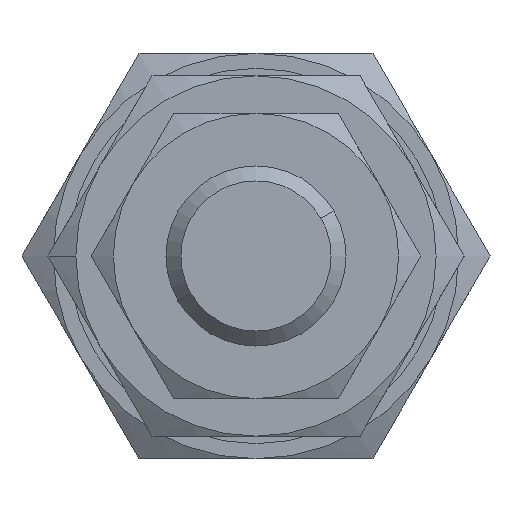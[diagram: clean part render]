
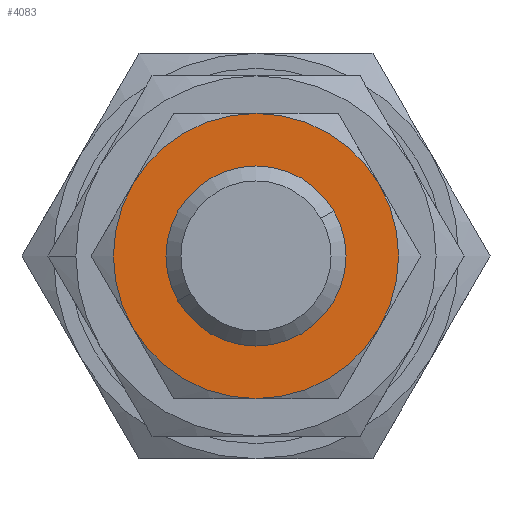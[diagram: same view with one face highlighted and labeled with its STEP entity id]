
A CAD part, left-side view. The second image highlights one B-rep face of the part: STEP entity #4083.
In plain terms, the highlighted planar face has unit normal (-1, 0, 0).
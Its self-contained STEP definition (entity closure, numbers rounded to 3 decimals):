
#13 = EDGE_CURVE ( 'NONE', #4967, #2508, #4941, .T. ) ;
#91 = VERTEX_POINT ( 'NONE', #3789 ) ;
#303 = CARTESIAN_POINT ( 'NONE',  ( -62.771, 0.324, -9.5 ) ) ;
#472 = DIRECTION ( 'NONE',  ( 0., 0.866, -0.5 ) ) ;
#631 = CARTESIAN_POINT ( 'NONE',  ( -62.771, 8.552, 4.75 ) ) ;
#685 = CARTESIAN_POINT ( 'NONE',  ( -62.771, 0.324, 0. ) ) ;
#704 = CIRCLE ( 'NONE', #6373, 9.5 ) ;
#920 = AXIS2_PLACEMENT_3D ( 'NONE', #6726, #3609, #472 ) ;
#1046 = DIRECTION ( 'NONE',  ( 1., 0., 0. ) ) ;
#1100 = EDGE_CURVE ( 'NONE', #4879, #91, #704, .T. ) ;
#1120 = ORIENTED_EDGE ( 'NONE', *, *, #2553, .F. ) ;
#1165 = VERTEX_POINT ( 'NONE', #5099 ) ;
#1224 = DIRECTION ( 'NONE',  ( 0., 0.866, -0.5 ) ) ;
#1714 = DIRECTION ( 'NONE',  ( 1., 0., 0. ) ) ;
#1924 = ORIENTED_EDGE ( 'NONE', *, *, #4127, .F. ) ;
#2273 = CARTESIAN_POINT ( 'NONE',  ( -62.771, 0.324, 0. ) ) ;
#2408 = EDGE_CURVE ( 'NONE', #5383, #4967, #3263, .T. ) ;
#2489 = CARTESIAN_POINT ( 'NONE',  ( -62.771, 0.324, 0. ) ) ;
#2508 = VERTEX_POINT ( 'NONE', #631 ) ;
#2553 = EDGE_CURVE ( 'NONE', #4879, #1165, #4912, .T. ) ;
#2786 = DIRECTION ( 'NONE',  ( 0., 0.866, -0.5 ) ) ;
#2938 = EDGE_LOOP ( 'NONE', ( #6075, #5735, #3330, #1120, #3564, #1924 ) ) ;
#2998 = DIRECTION ( 'NONE',  ( 0., -0.866, 0.5 ) ) ;
#3134 = CARTESIAN_POINT ( 'NONE',  ( -62.771, 8.552, -4.75 ) ) ;
#3157 = CARTESIAN_POINT ( 'NONE',  ( -62.771, 0.324, 0. ) ) ;
#3253 = AXIS2_PLACEMENT_3D ( 'NONE', #3157, #4716, #3658 ) ;
#3263 = CIRCLE ( 'NONE', #4371, 9.5 ) ;
#3330 = ORIENTED_EDGE ( 'NONE', *, *, #3662, .F. ) ;
#3486 = CIRCLE ( 'NONE', #4884, 9.5 ) ;
#3564 = ORIENTED_EDGE ( 'NONE', *, *, #1100, .T. ) ;
#3609 = DIRECTION ( 'NONE',  ( 1., 0., 0. ) ) ;
#3658 = DIRECTION ( 'NONE',  ( 0., 0.866, -0.5 ) ) ;
#3662 = EDGE_CURVE ( 'NONE', #1165, #5383, #3992, .T. ) ;
#3784 = PLANE ( 'NONE',  #4169 ) ;
#3789 = CARTESIAN_POINT ( 'NONE',  ( -62.771, 0.324, 9.5 ) ) ;
#3819 = FACE_OUTER_BOUND ( 'NONE', #2938, .T. ) ;
#3898 = AXIS2_PLACEMENT_3D ( 'NONE', #2273, #5922, #2786 ) ;
#3992 = CIRCLE ( 'NONE', #920, 9.5 ) ;
#4010 = CARTESIAN_POINT ( 'NONE',  ( -62.771, 0.324, 0. ) ) ;
#4083 = ADVANCED_FACE ( 'NONE', ( #3819 ), #3784, .F. ) ;
#4127 = EDGE_CURVE ( 'NONE', #2508, #91, #3486, .T. ) ;
#4169 = AXIS2_PLACEMENT_3D ( 'NONE', #4288, #1714, #5357 ) ;
#4288 = CARTESIAN_POINT ( 'NONE',  ( -62.771, 0.324, 19. ) ) ;
#4354 = DIRECTION ( 'NONE',  ( 1., 0., 0. ) ) ;
#4371 = AXIS2_PLACEMENT_3D ( 'NONE', #4010, #1046, #4710 ) ;
#4609 = CARTESIAN_POINT ( 'NONE',  ( -62.771, -7.903, 4.75 ) ) ;
#4710 = DIRECTION ( 'NONE',  ( 0., 0.866, -0.5 ) ) ;
#4716 = DIRECTION ( 'NONE',  ( 1., 0., 0. ) ) ;
#4879 = VERTEX_POINT ( 'NONE', #4609 ) ;
#4884 = AXIS2_PLACEMENT_3D ( 'NONE', #685, #4354, #1224 ) ;
#4912 = CIRCLE ( 'NONE', #3898, 9.5 ) ;
#4941 = CIRCLE ( 'NONE', #3253, 9.5 ) ;
#4967 = VERTEX_POINT ( 'NONE', #3134 ) ;
#5099 = CARTESIAN_POINT ( 'NONE',  ( -62.771, -7.903, -4.75 ) ) ;
#5357 = DIRECTION ( 'NONE',  ( 0., 0.866, -0.5 ) ) ;
#5383 = VERTEX_POINT ( 'NONE', #303 ) ;
#5735 = ORIENTED_EDGE ( 'NONE', *, *, #2408, .F. ) ;
#5922 = DIRECTION ( 'NONE',  ( 1., 0., 0. ) ) ;
#6075 = ORIENTED_EDGE ( 'NONE', *, *, #13, .F. ) ;
#6134 = DIRECTION ( 'NONE',  ( -1., 0., 0. ) ) ;
#6373 = AXIS2_PLACEMENT_3D ( 'NONE', #2489, #6134, #2998 ) ;
#6726 = CARTESIAN_POINT ( 'NONE',  ( -62.771, 0.324, 0. ) ) ;
